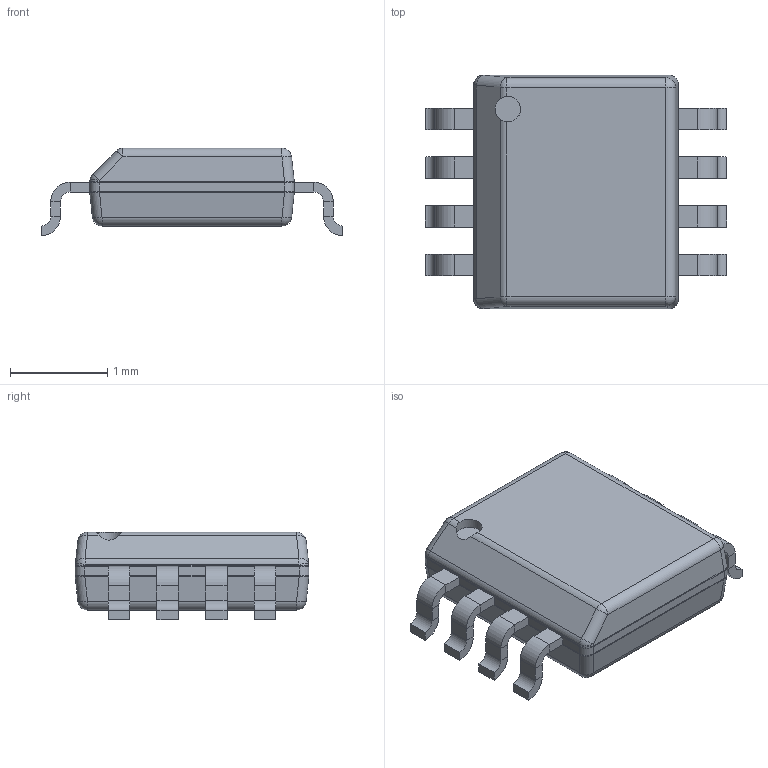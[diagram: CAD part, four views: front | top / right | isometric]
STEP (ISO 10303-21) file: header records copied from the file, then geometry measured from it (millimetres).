
FILE_DESCRIPTION(('Open CASCADE Model'),'2;1');
FILE_NAME('Open CASCADE Shape Model','2021-06-15T16:52:42',('Author'),( 'Open CASCADE'),'Open CASCADE STEP processor 6.8','Open CASCADE 6.8' ,'Unknown');
FILE_SCHEMA(('AUTOMOTIVE_DESIGN { 1 0 10303 214 1 1 1 1 }'));
Length unit declared in the file: millimetre
Products named in the file (7): PCB; Designator1; 9725578960; Open_CASCADE_STEP_translator_6.8_5.1; Body; Open_CASCADE_STEP_translator_6.8_5.2.1; Leader
Assembly tree (12 placements, depth 4):
  PCB
  Designator1
    9725578960
      Open_CASCADE_STEP_translator_6.8_5.1
      Body
        Open_CASCADE_STEP_translator_6.8_5.2.1
      Leader  x8
Bounding box: 3.1 x 2.4 x 0.9 mm (x, y, z)
Volume: 3.9 mm3; surface area: 20.2 mm2
Topology: 9 solids, 10 shells, 212 faces, 432 edges, 229 vertices
Faces by surface type: plane 129, cylinder 65, sphere 10, bspline 8
Full cylindrical faces by diameter (mm): 0.263 x1
Entity records: 3019 total; most frequent: CARTESIAN_POINT 1160, DIRECTION 361, ORIENTED_EDGE 339, EDGE_CURVE 170, AXIS2_PLACEMENT_3D 134, LINE 93, VECTOR 93, VERTEX_POINT 89
